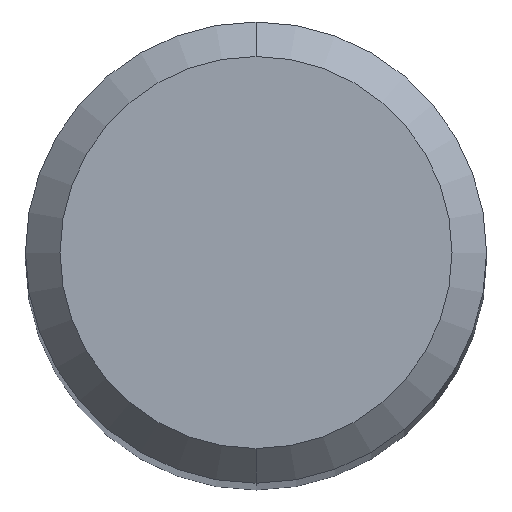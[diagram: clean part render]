
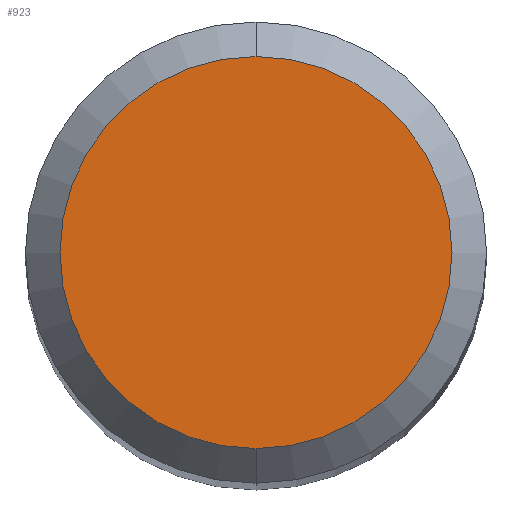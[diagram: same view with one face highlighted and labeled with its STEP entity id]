
A CAD part, top view. The second image highlights one B-rep face of the part: STEP entity #923.
In plain terms, the highlighted planar face has unit normal (0, 0, 1).
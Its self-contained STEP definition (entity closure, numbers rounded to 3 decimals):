
#515=EDGE_CURVE('',#833,#941,#1192,.T.);
#731=EDGE_CURVE('',#941,#833,#1427,.T.);
#833=VERTEX_POINT('',#1535);
#923=ADVANCED_FACE('',(#1637),#1638,.T.);
#941=VERTEX_POINT('',#1659);
#1192=CIRCLE('',#2356,1.7);
#1427=CIRCLE('',#3295,1.7);
#1535=CARTESIAN_POINT('',(0.,-1.7,0.0));
#1637=FACE_OUTER_BOUND('',#4302,.T.);
#1638=PLANE('',#4303);
#1659=CARTESIAN_POINT('',(0.0,1.7,0.0));
#2356=AXIS2_PLACEMENT_3D('',#4736,#4737,#4738);
#3295=AXIS2_PLACEMENT_3D('',#4976,#4977,#4978);
#4302=EDGE_LOOP('',(#5181,#5182));
#4303=AXIS2_PLACEMENT_3D('',#5183,#5184,#5185);
#4736=CARTESIAN_POINT('',(0.0,0.0,0.0));
#4737=DIRECTION('',(0.0,0.0,-1.0));
#4738=DIRECTION('',(0.0,1.0,0.0));
#4976=CARTESIAN_POINT('',(0.0,0.0,0.0));
#4977=DIRECTION('',(0.0,0.0,-1.0));
#4978=DIRECTION('',(0.0,1.0,0.0));
#5181=ORIENTED_EDGE('',*,*,#731,.F.);
#5182=ORIENTED_EDGE('',*,*,#515,.F.);
#5183=CARTESIAN_POINT('',(0.0,0.85,0.0));
#5184=DIRECTION('',(-0.0,0.0,1.0));
#5185=DIRECTION('',(0.0,-1.0,0.0));
